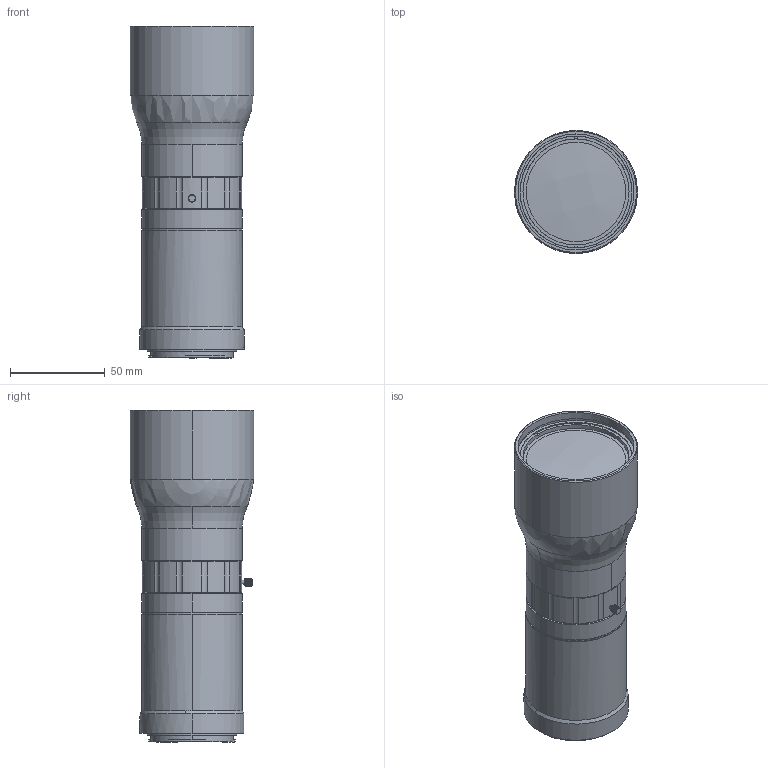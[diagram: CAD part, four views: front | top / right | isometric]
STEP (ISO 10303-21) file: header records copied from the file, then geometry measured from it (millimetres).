
FILE_DESCRIPTION (( 'STEP AP203' ), '1' );
FILE_NAME ('62902.STEP', '2009-10-01T14:50:11', ( ' ' ), ( ' ' ), 'SwSTEP 2.0', 'SolidWorks 2009', '' );
FILE_SCHEMA (( 'CONFIG_CONTROL_DESIGN' ));
Length unit declared in the file: millimetre
Products named in the file (1): 62902
Bounding box: 65 x 65 x 175.3 mm (x, y, z)
Volume: 409652.8 mm3; surface area: 40202.8 mm2
Topology: 1 solids, 1 shells, 213 faces, 581 edges, 383 vertices
Faces by surface type: cylinder 114, plane 76, cone 13, bspline 7, torus 2, sphere 1
Entity records: 8131 total; most frequent: CARTESIAN_POINT 2870, ORIENTED_EDGE 1154, DIRECTION 1002, EDGE_CURVE 577, AXIS2_PLACEMENT_3D 391, VERTEX_POINT 383, EDGE_LOOP 230, VECTOR 220
